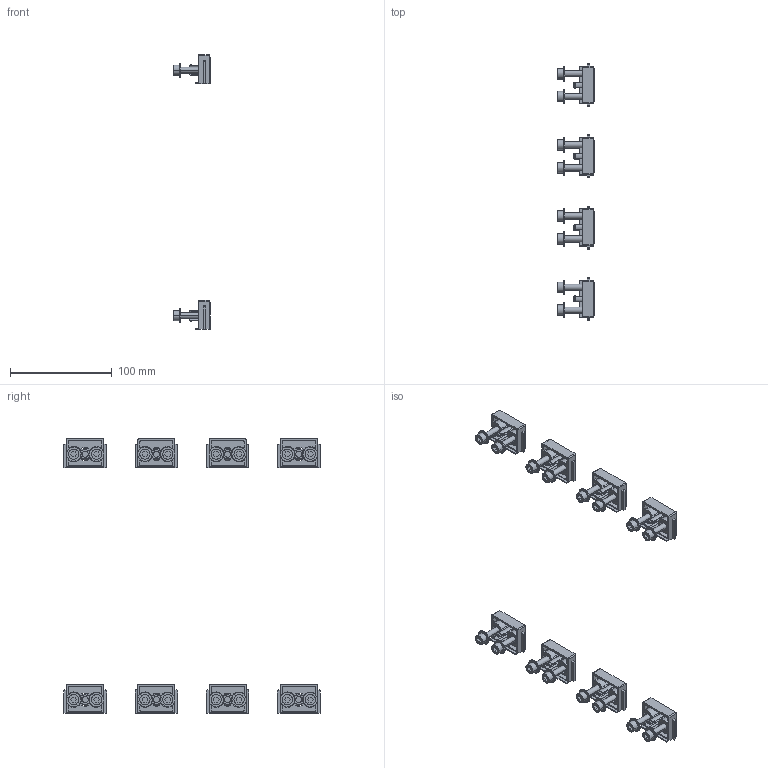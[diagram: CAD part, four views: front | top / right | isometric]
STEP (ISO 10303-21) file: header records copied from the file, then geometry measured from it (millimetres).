
FILE_DESCRIPTION((''),'2;1');
FILE_NAME('1SDH002065A1216_IGES','2019-05-27T',('ITSTCAR1'),(''),'CREO PARAMETRIC BY PTC INC, 2016050','CREO PARAMETRIC BY PTC INC, 2016050','');
FILE_SCHEMA(('AUTOMOTIVE_DESIGN { 1 0 10303 214 1 1 1 1 }'));
Length unit declared in the file: millimetre
Products named in the file (1): 1SDH002065A1216_IGES
Bounding box: 35.91 x 252 x 269.98 mm (x, y, z)
Volume: 78942.3 mm3; surface area: 66965.8 mm2
Topology: 8 solids, 24 shells, 1144 faces, 2976 edges, 1984 vertices
Faces by surface type: plane 680, cylinder 448, cone 16
Entity records: 44015 total; most frequent: DIRECTION 6304, CARTESIAN_POINT 6106, ORIENTED_EDGE 5952, EDGE_CURVE 2976, AXIS2_PLACEMENT_3D 2184, VERTEX_POINT 1984, VECTOR 1936, LINE 1936
